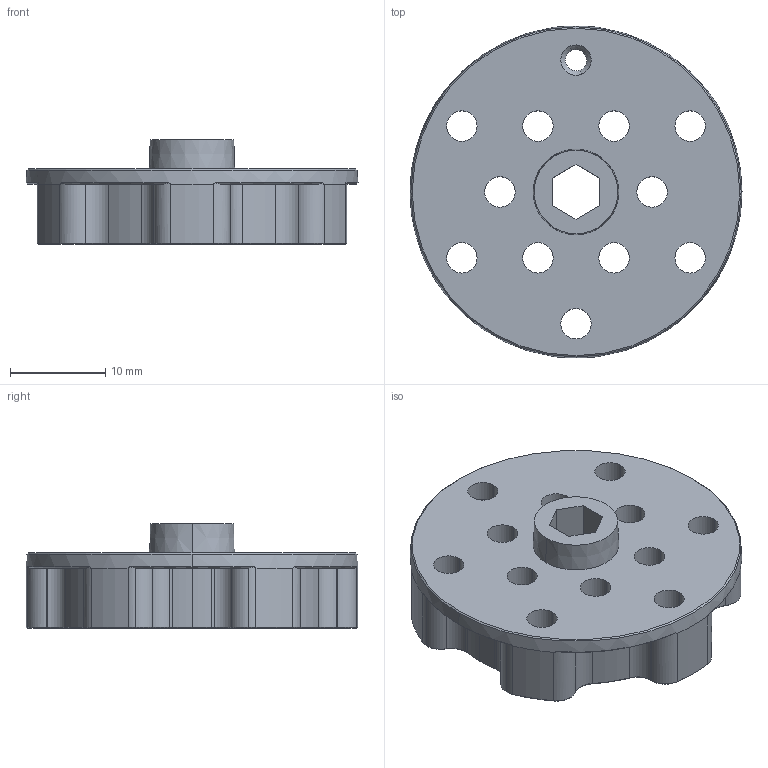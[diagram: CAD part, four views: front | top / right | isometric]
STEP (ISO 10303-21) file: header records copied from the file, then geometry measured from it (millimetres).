
FILE_DESCRIPTION (( 'STEP AP203' ), '1' );
FILE_NAME ('REV-41-2038.STEP', '2022-12-16T18:15:58', ( '' ), ( '' ), 'SwSTEP 2.0', 'SolidWorks 2022', '' );
FILE_SCHEMA (( 'CONFIG_CONTROL_DESIGN' ));
Products named in the file (1): REV-41-2038
Bounding box: 34.91 x 34.89 x 11.03 mm (x, y, z)
Volume: 4717.4 mm3; surface area: 5339.1 mm2
Topology: 2 solids, 2 shells, 1007 faces, 2362 edges, 1269 vertices
Faces by surface type: cone 530, plane 142, cylinder 131, bspline 120, torus 84
Entity records: 80526 total; most frequent: CARTESIAN_POINT 58807, DIRECTION 4531, ORIENTED_EDGE 4484, EDGE_CURVE 2242, AXIS2_PLACEMENT_3D 1809, VERTEX_POINT 1269, EDGE_LOOP 1065, FACE_OUTER_BOUND 1007
